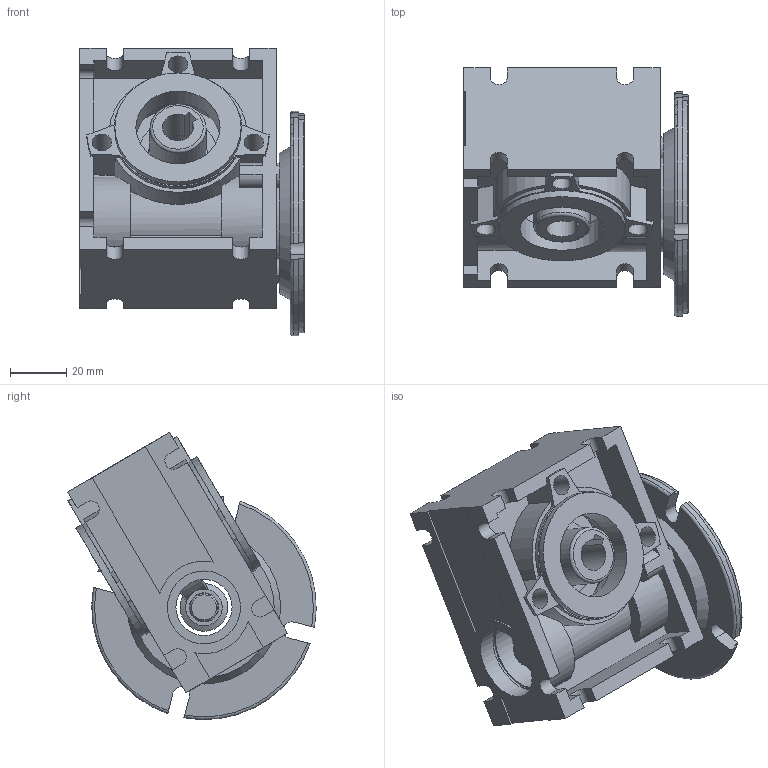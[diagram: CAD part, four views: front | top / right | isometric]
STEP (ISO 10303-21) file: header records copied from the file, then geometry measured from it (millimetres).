
FILE_DESCRIPTION((''),'2;1');
FILE_NAME('SB025.stp','2008-11-20T13:00:05',('dennis'),(''),'Autodesk Inventor 2009','Autodesk Inventor 2009','');
FILE_SCHEMA(('AUTOMOTIVE_DESIGN { 1 0 10303 214 1 1 1 1 }'));
Length unit declared in the file: millimetre
Products named in the file (5): SB025; FA Fläns för SB050; SB025-50worm shaft; SB025-50worm wheel; SB025casing
Assembly tree (4 placements, depth 2):
  SB025
    FA Fläns för SB050
    SB025-50worm shaft
    SB025-50worm wheel
    SB025casing
Bounding box: 80 x 88.51 x 102.36 mm (x, y, z)
Volume: 159180.6 mm3; surface area: 72292.7 mm2
Topology: 4 solids, 4 shells, 312 faces, 826 edges, 543 vertices
Faces by surface type: plane 156, cylinder 117, cone 24, torus 15
Full cylindrical faces by diameter (mm): 4.2 x3, 5.5 x3, 7 x3, 7.5 x2, 8 x1, 9 x4, 9.4 x1, 9.6 x1, 10 x2, 11.6 x1, 12.5 x1, 13 x1, 17 x1, 19.4 x2, 20 x3, 24 x2, 26 x2, 27.2 x1, 28 x1, 30 x3, 37 x1, 41.6 x1, 42 x2, 44.5 x1, 45 x2, 48.5 x1, 50 x1
Entity records: 9719 total; most frequent: CARTESIAN_POINT 1983, DIRECTION 1623, ORIENTED_EDGE 1462, EDGE_CURVE 731, AXIS2_PLACEMENT_3D 595, VERTEX_POINT 526, EDGE_LOOP 439, VECTOR 433
